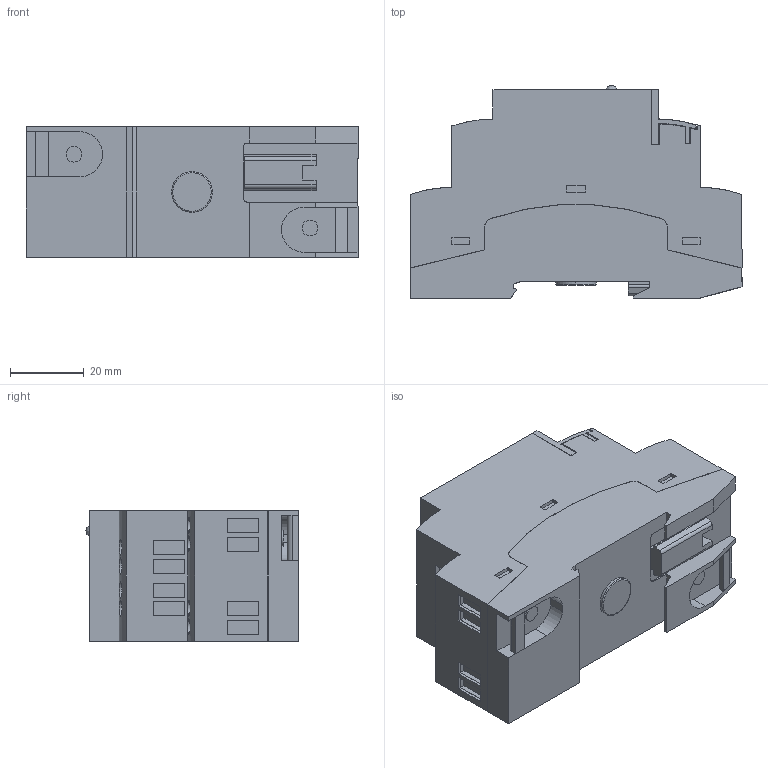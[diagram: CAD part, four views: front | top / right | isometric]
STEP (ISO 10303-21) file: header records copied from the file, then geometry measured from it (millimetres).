
FILE_DESCRIPTION (( 'STEP AP203' ), '1' );
FILE_NAME ('210V AC to 12V DC.STEP', '2023-04-13T10:12:58', ( '' ), ( '' ), 'SwSTEP 2.0', 'SolidWorks 2023', '' );
FILE_SCHEMA (( 'CONFIG_CONTROL_DESIGN' ));
Length unit declared in the file: inch
Products named in the file (1): 210V AC to 12V DC
Bounding box: 90 x 57.6 x 35.5 mm (x, y, z)
Volume: 138771 mm3; surface area: 43687.8 mm2
Topology: 20 solids, 20 shells, 761 faces, 1928 edges, 1277 vertices
Faces by surface type: plane 554, cylinder 167, cone 28, bspline 12
Entity records: 24128 total; most frequent: CARTESIAN_POINT 5553, ORIENTED_EDGE 3848, DIRECTION 3682, EDGE_CURVE 1924, LINE 1412, VECTOR 1412, VERTEX_POINT 1277, AXIS2_PLACEMENT_3D 1135
